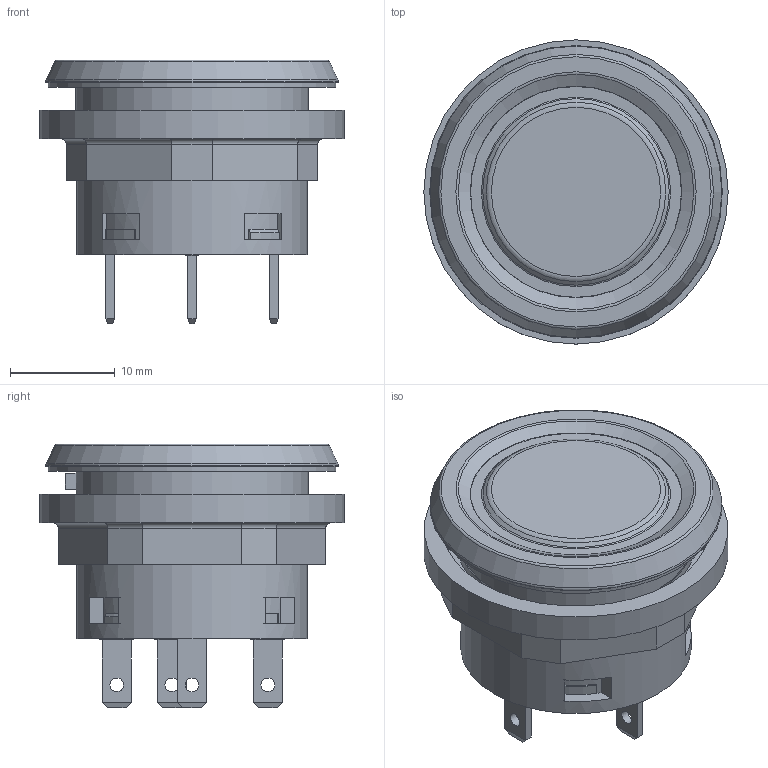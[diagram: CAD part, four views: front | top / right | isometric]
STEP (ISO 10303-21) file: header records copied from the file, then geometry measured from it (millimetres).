
FILE_DESCRIPTION(/* description */ (''),/* implementation_level */ '2;1');
FILE_NAME(/* name */ 'SVACFTF.stp',/* time_stamp */ '2015-11-09T08:56:36+01:00',/* author */ ('mharscher'),/* organization */ (''),/* preprocessor_version */ 'ST-DEVELOPER v15.2',/* originating_system */ 'Autodesk Inventor 2014',/* authorisation */ '');
FILE_SCHEMA (('CONFIG_CONTROL_DESIGN'));
Length unit declared in the file: millimetre
Products named in the file (1): Flachsteck
Bounding box: 29 x 29 x 25.15 mm (x, y, z)
Volume: 8258.9 mm3; surface area: 4149 mm2
Topology: 1 solids, 2 shells, 464 faces, 1231 edges, 808 vertices
Faces by surface type: plane 389, cylinder 38, bspline 16, cone 11, torus 10
Full cylindrical faces by diameter (mm): 1.3 x5, 22 x2, 22.2 x1, 22.6 x1, 25.35 x1, 27.4 x1, 27.9 x1, 29 x1
Entity records: 14056 total; most frequent: CARTESIAN_POINT 2692, ORIENTED_EDGE 2388, DIRECTION 2159, EDGE_CURVE 1194, LINE 1039, VECTOR 1039, VERTEX_POINT 801, AXIS2_PLACEMENT_3D 560
